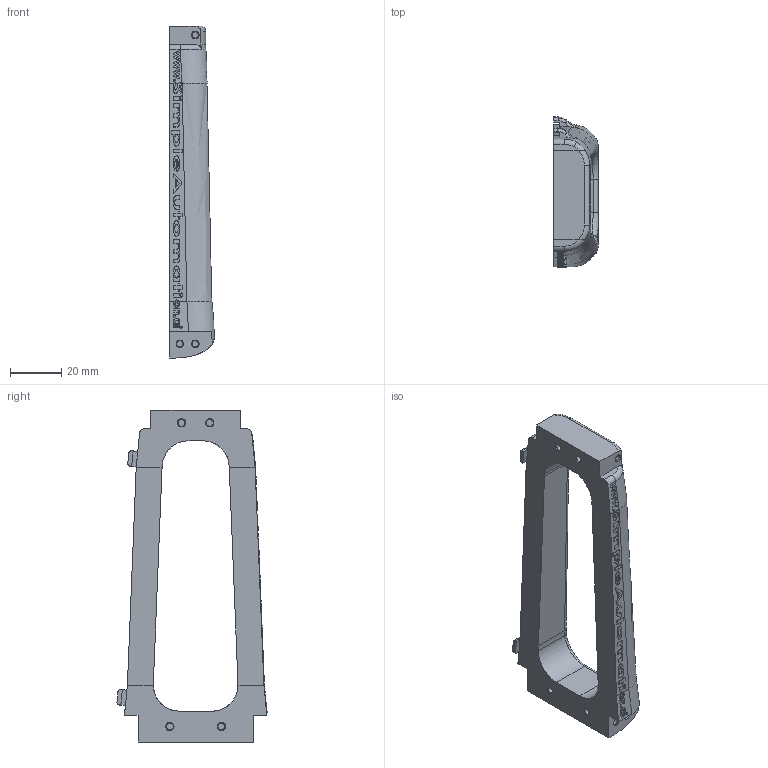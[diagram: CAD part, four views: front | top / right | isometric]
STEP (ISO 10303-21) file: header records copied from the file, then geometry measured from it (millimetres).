
FILE_DESCRIPTION(/* description */ (''),/* implementation_level */ '2;1');
FILE_NAME(/* name */ 'NEWSAM~3',/* time_stamp */ '2025-04-30T10:21:54+08:00',/* author */ (''),/* organization */ (''),/* preprocessor_version */ 'ST-DEVELOPER v16.5',/* originating_system */ '',/* authorisation */ '');
FILE_SCHEMA (('CONFIG_CONTROL_DESIGN'));
Length unit declared in the file: millimetre
Products named in the file (1): Document
Bounding box: 17.43 x 58.33 x 129 mm (x, y, z)
Volume: 44191.9 mm3; surface area: 15327.1 mm2
Topology: 1 solids, 1 shells, 460 faces, 1175 edges, 756 vertices
Faces by surface type: bspline 233, plane 178, cylinder 49
Entity records: 15868 total; most frequent: CARTESIAN_POINT 8137, ORIENTED_EDGE 2350, EDGE_CURVE 1175, B_SPLINE_CURVE_WITH_KNOTS 1038, VERTEX_POINT 756, EDGE_LOOP 501, ADVANCED_FACE 460, FACE_OUTER_BOUND 460
